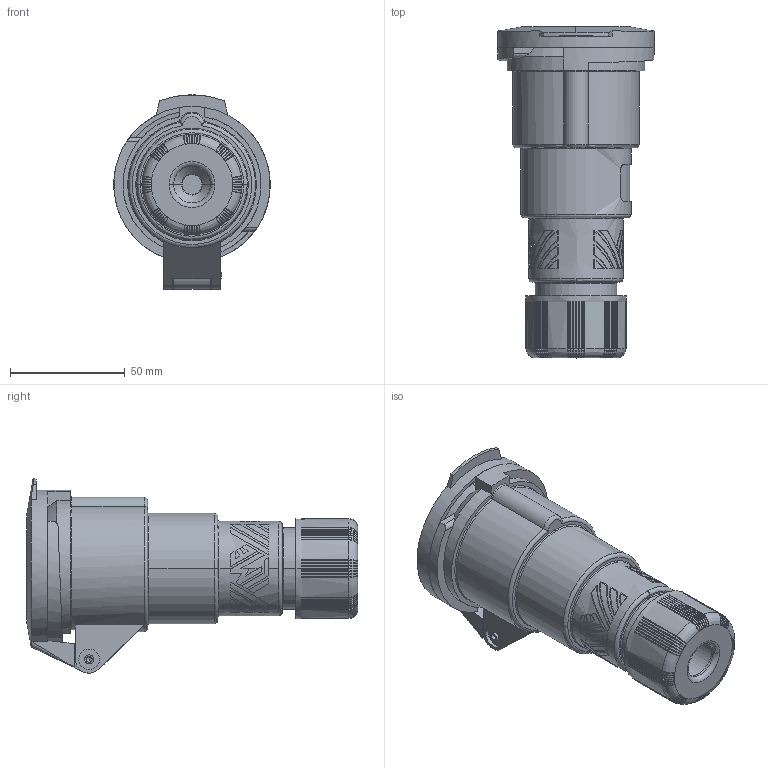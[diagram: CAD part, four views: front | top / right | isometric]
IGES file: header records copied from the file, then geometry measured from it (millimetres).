
Start section: Elysium IGES Interface
Global section: file name: PN_1664_PV.igs; native system: SolidDesigner 16.00A  16-Aug-2008; preprocessor: CoCreate IGES_3D V2.2; author: Unknown; organization: Unknown; date: 20100426.110409; units: millimetre
Bounding box: 67.99 x 144.33 x 84.49 mm (x, y, z)
Volume: 202756.5 mm3; surface area: 73633.4 mm2
Topology: 2 solids, 2 shells, 799 faces, 2117 edges, 1240 vertices
Faces by surface type: bspline 799
